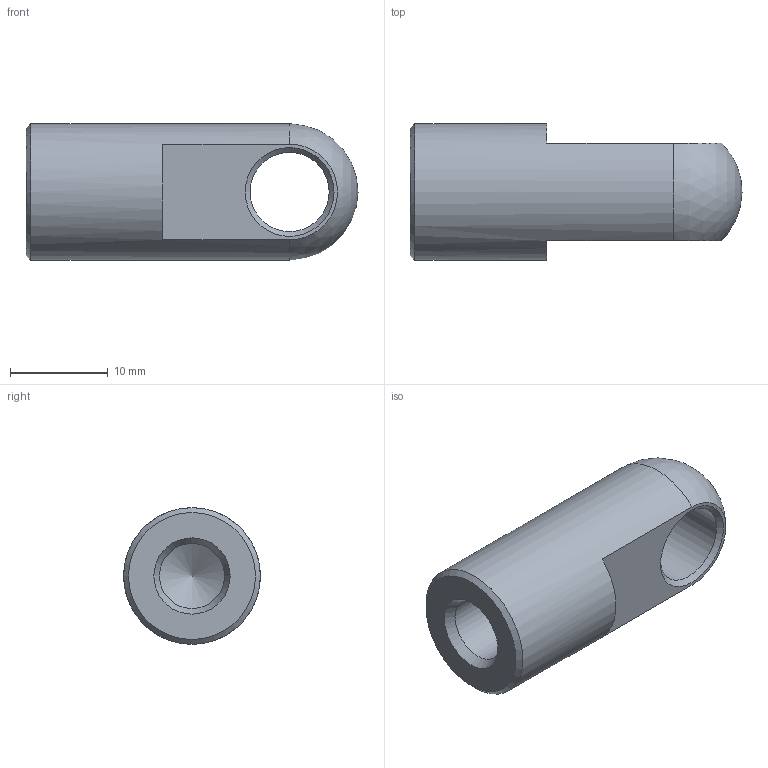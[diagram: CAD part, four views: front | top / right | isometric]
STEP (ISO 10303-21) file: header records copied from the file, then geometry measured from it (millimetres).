
FILE_DESCRIPTION(('FreeCAD Model'),'2;1');
FILE_NAME('M8 Schroefoog 27mm (10mm dik, gat 8.1mm) nieuw.stp', '2018-10-08T16:19:24',('Author'),(''), 'Open CASCADE STEP processor 7.2','FreeCAD','Unknown');
FILE_SCHEMA(('AUTOMOTIVE_DESIGN { 1 0 10303 214 1 1 1 1 }'));
Length unit declared in the file: millimetre
Products named in the file (1): M8_Schroefoog_27mm_(10mm_dik,_gat_8.1mm)
Bounding box: 34 x 14 x 14 mm (x, y, z)
Volume: 3505.5 mm3; surface area: 1988.1 mm2
Topology: 1 solids, 1 shells, 14 faces, 34 edges, 21 vertices
Faces by surface type: cone 5, plane 5, cylinder 3, sphere 1
Full cylindrical faces by diameter (mm): 6.65 x1, 8.1 x1, 14 x1
Entity records: 916 total; most frequent: CARTESIAN_POINT 235, DIRECTION 128, ORIENTED_EDGE 64, PCURVE 64, DEFINITIONAL_REPRESENTATION 64, LINE 58, VECTOR 58, AXIS2_PLACEMENT_3D 32
